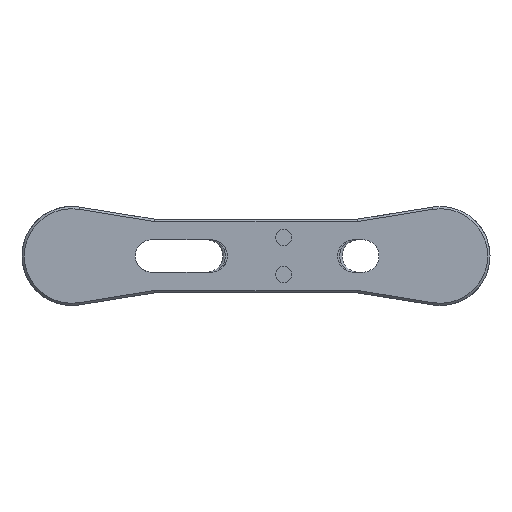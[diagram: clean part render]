
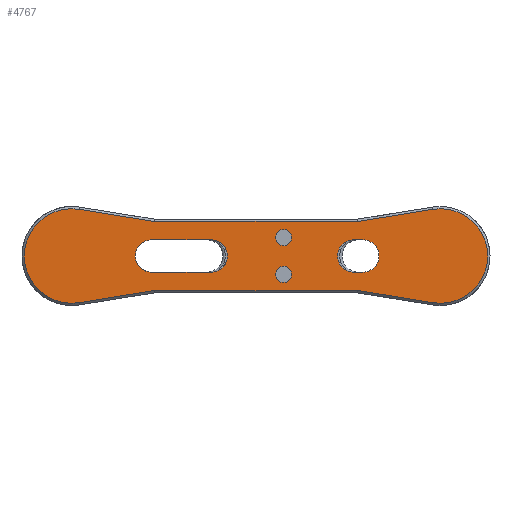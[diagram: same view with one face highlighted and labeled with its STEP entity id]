
A CAD part, front view. The second image highlights one B-rep face of the part: STEP entity #4767.
In plain terms, the highlighted planar face has unit normal (0, -1, 0).
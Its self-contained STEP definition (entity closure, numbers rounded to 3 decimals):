
#46=FACE_BOUND('',#1661,.T.);
#47=FACE_BOUND('',#1662,.T.);
#48=FACE_BOUND('',#1663,.T.);
#49=FACE_BOUND('',#1664,.T.);
#146=PLANE('',#5112);
#313=LINE('',#7070,#788);
#406=LINE('',#7460,#881);
#410=LINE('',#7469,#885);
#414=LINE('',#7476,#889);
#416=LINE('',#7484,#891);
#418=LINE('',#7488,#893);
#422=LINE('',#7498,#897);
#429=LINE('',#7520,#904);
#430=LINE('',#7523,#905);
#431=LINE('',#7525,#906);
#788=VECTOR('',#5553,10.);
#881=VECTOR('',#5746,10.);
#885=VECTOR('',#5752,10.);
#889=VECTOR('',#5758,10.);
#891=VECTOR('',#5768,10.);
#893=VECTOR('',#5772,10.);
#897=VECTOR('',#5784,10.);
#904=VECTOR('',#5809,10.);
#905=VECTOR('',#5812,10.);
#906=VECTOR('',#5813,10.);
#1381=FACE_OUTER_BOUND('',#1660,.T.);
#1660=EDGE_LOOP('',(#3597,#3598,#3599,#3600,#3601,#3602,#3603,#3604));
#1661=EDGE_LOOP('',(#3605));
#1662=EDGE_LOOP('',(#3606));
#1663=EDGE_LOOP('',(#3607,#3608,#3609,#3610));
#1664=EDGE_LOOP('',(#3611,#3612,#3613,#3614));
#1970=CIRCLE('',#5031,3.5);
#1979=CIRCLE('',#5046,3.5);
#1987=CIRCLE('',#5099,10.25);
#1988=CIRCLE('',#5103,10.25);
#1991=CIRCLE('',#5113,1.75);
#1992=CIRCLE('',#5114,1.75);
#1993=CIRCLE('',#5115,3.5);
#1994=CIRCLE('',#5116,3.5);
#2151=VERTEX_POINT('',#7037);
#2152=VERTEX_POINT('',#7039);
#2161=VERTEX_POINT('',#7067);
#2162=VERTEX_POINT('',#7069);
#2163=VERTEX_POINT('',#7073);
#2238=VERTEX_POINT('',#7457);
#2239=VERTEX_POINT('',#7459);
#2242=VERTEX_POINT('',#7466);
#2243=VERTEX_POINT('',#7468);
#2245=VERTEX_POINT('',#7474);
#2247=VERTEX_POINT('',#7480);
#2248=VERTEX_POINT('',#7487);
#2250=VERTEX_POINT('',#7493);
#2254=VERTEX_POINT('',#7515);
#2255=VERTEX_POINT('',#7517);
#2256=VERTEX_POINT('',#7519);
#2257=VERTEX_POINT('',#7522);
#2258=VERTEX_POINT('',#7524);
#2597=EDGE_CURVE('',#2152,#2151,#1970,.T.);
#2612=EDGE_CURVE('',#2162,#2161,#313,.T.);
#2615=EDGE_CURVE('',#2161,#2163,#1979,.T.);
#2735=EDGE_CURVE('',#2238,#2239,#406,.T.);
#2739=EDGE_CURVE('',#2242,#2243,#410,.T.);
#2743=EDGE_CURVE('',#2245,#2242,#414,.T.);
#2746=EDGE_CURVE('',#2247,#2245,#1987,.T.);
#2747=EDGE_CURVE('',#2239,#2247,#416,.T.);
#2749=EDGE_CURVE('',#2243,#2248,#418,.T.);
#2752=EDGE_CURVE('',#2248,#2250,#1988,.T.);
#2755=EDGE_CURVE('',#2250,#2238,#422,.T.);
#2764=EDGE_CURVE('',#2254,#2254,#1991,.T.);
#2765=EDGE_CURVE('',#2255,#2255,#1992,.T.);
#2766=EDGE_CURVE('',#2163,#2256,#429,.T.);
#2767=EDGE_CURVE('',#2256,#2162,#1993,.T.);
#2768=EDGE_CURVE('',#2257,#2152,#430,.T.);
#2769=EDGE_CURVE('',#2151,#2258,#431,.T.);
#2770=EDGE_CURVE('',#2258,#2257,#1994,.T.);
#3597=ORIENTED_EDGE('',*,*,#2739,.F.);
#3598=ORIENTED_EDGE('',*,*,#2743,.F.);
#3599=ORIENTED_EDGE('',*,*,#2746,.F.);
#3600=ORIENTED_EDGE('',*,*,#2747,.F.);
#3601=ORIENTED_EDGE('',*,*,#2735,.F.);
#3602=ORIENTED_EDGE('',*,*,#2755,.F.);
#3603=ORIENTED_EDGE('',*,*,#2752,.F.);
#3604=ORIENTED_EDGE('',*,*,#2749,.F.);
#3605=ORIENTED_EDGE('',*,*,#2764,.T.);
#3606=ORIENTED_EDGE('',*,*,#2765,.T.);
#3607=ORIENTED_EDGE('',*,*,#2612,.T.);
#3608=ORIENTED_EDGE('',*,*,#2615,.T.);
#3609=ORIENTED_EDGE('',*,*,#2766,.T.);
#3610=ORIENTED_EDGE('',*,*,#2767,.T.);
#3611=ORIENTED_EDGE('',*,*,#2768,.T.);
#3612=ORIENTED_EDGE('',*,*,#2597,.T.);
#3613=ORIENTED_EDGE('',*,*,#2769,.T.);
#3614=ORIENTED_EDGE('',*,*,#2770,.T.);
#4767=ADVANCED_FACE('',(#1381,#46,#47,#48,#49),#146,.F.);
#5031=AXIS2_PLACEMENT_3D('',#7040,#5519,#5520);
#5046=AXIS2_PLACEMENT_3D('',#7075,#5558,#5559);
#5099=AXIS2_PLACEMENT_3D('',#7482,#5764,#5765);
#5103=AXIS2_PLACEMENT_3D('',#7494,#5777,#5778);
#5112=AXIS2_PLACEMENT_3D('',#7514,#5803,#5804);
#5113=AXIS2_PLACEMENT_3D('',#7516,#5805,#5806);
#5114=AXIS2_PLACEMENT_3D('',#7518,#5807,#5808);
#5115=AXIS2_PLACEMENT_3D('',#7521,#5810,#5811);
#5116=AXIS2_PLACEMENT_3D('',#7526,#5814,#5815);
#5519=DIRECTION('center_axis',(0.,1.,0.));
#5520=DIRECTION('ref_axis',(0.,0.,1.));
#5553=DIRECTION('',(1.,0.,0.));
#5558=DIRECTION('center_axis',(0.,1.,0.));
#5559=DIRECTION('ref_axis',(0.,0.,1.));
#5746=DIRECTION('',(-1.,0.,0.));
#5752=DIRECTION('',(1.,0.,0.));
#5758=DIRECTION('',(0.987,0.,-0.159));
#5764=DIRECTION('center_axis',(0.,1.,0.));
#5765=DIRECTION('ref_axis',(-1.,0.,0.));
#5768=DIRECTION('',(-0.987,0.,-0.159));
#5772=DIRECTION('',(0.987,0.,0.159));
#5777=DIRECTION('center_axis',(0.,1.,0.));
#5778=DIRECTION('ref_axis',(1.,0.,0.));
#5784=DIRECTION('',(-0.987,0.,0.159));
#5803=DIRECTION('center_axis',(0.,1.,0.));
#5804=DIRECTION('ref_axis',(1.,0.,0.));
#5805=DIRECTION('center_axis',(0.,1.,0.));
#5806=DIRECTION('ref_axis',(1.,0.,0.));
#5807=DIRECTION('center_axis',(0.,1.,0.));
#5808=DIRECTION('ref_axis',(1.,0.,0.));
#5809=DIRECTION('',(-1.,0.,0.));
#5810=DIRECTION('center_axis',(0.,1.,0.));
#5811=DIRECTION('ref_axis',(0.,0.,-1.));
#5812=DIRECTION('',(1.,0.,0.));
#5813=DIRECTION('',(-1.,0.,0.));
#5814=DIRECTION('center_axis',(0.,1.,0.));
#5815=DIRECTION('ref_axis',(0.,0.,-1.));
#7037=CARTESIAN_POINT('',(36.325,0.,-11.5));
#7039=CARTESIAN_POINT('',(36.325,0.,-4.5));
#7040=CARTESIAN_POINT('Origin',(36.325,0.,-8.));
#7067=CARTESIAN_POINT('',(69.175,0.,-4.5));
#7069=CARTESIAN_POINT('',(67.175,0.,-4.5));
#7070=CARTESIAN_POINT('',(57.588,0.,-4.5));
#7073=CARTESIAN_POINT('',(69.175,0.,-11.5));
#7075=CARTESIAN_POINT('Origin',(69.175,0.,-8.));
#7457=CARTESIAN_POINT('',(68.139,0.,-15.5));
#7459=CARTESIAN_POINT('',(23.861,0.,-15.5));
#7460=CARTESIAN_POINT('',(69.,0.,-15.5));
#7466=CARTESIAN_POINT('',(23.861,0.,-0.5));
#7468=CARTESIAN_POINT('',(68.139,0.,-0.5));
#7469=CARTESIAN_POINT('',(23.,0.,-0.5));
#7474=CARTESIAN_POINT('',(7.633,0.,2.119));
#7476=CARTESIAN_POINT('',(27.125,0.,-1.027));
#7480=CARTESIAN_POINT('',(7.633,0.,-18.119));
#7482=CARTESIAN_POINT('Origin',(6.,0.,-8.));
#7484=CARTESIAN_POINT('',(35.22,0.,-13.667));
#7487=CARTESIAN_POINT('',(84.367,0.,2.119));
#7488=CARTESIAN_POINT('',(56.78,0.,-2.333));
#7493=CARTESIAN_POINT('',(84.367,0.,-18.119));
#7494=CARTESIAN_POINT('Origin',(86.,0.,-8.));
#7498=CARTESIAN_POINT('',(64.875,0.,-14.973));
#7514=CARTESIAN_POINT('Origin',(46.,0.,-8.));
#7515=CARTESIAN_POINT('',(50.25,0.,-12.));
#7516=CARTESIAN_POINT('Origin',(52.,0.,-12.));
#7517=CARTESIAN_POINT('',(50.25,0.,-4.));
#7518=CARTESIAN_POINT('Origin',(52.,0.,-4.));
#7519=CARTESIAN_POINT('',(67.175,0.,-11.5));
#7520=CARTESIAN_POINT('',(56.587,0.,-11.5));
#7521=CARTESIAN_POINT('Origin',(67.175,0.,-8.));
#7522=CARTESIAN_POINT('',(23.325,0.,-4.5));
#7523=CARTESIAN_POINT('',(41.163,0.,-4.5));
#7524=CARTESIAN_POINT('',(23.325,0.,-11.5));
#7525=CARTESIAN_POINT('',(34.663,0.,-11.5));
#7526=CARTESIAN_POINT('Origin',(23.325,0.,-8.));
